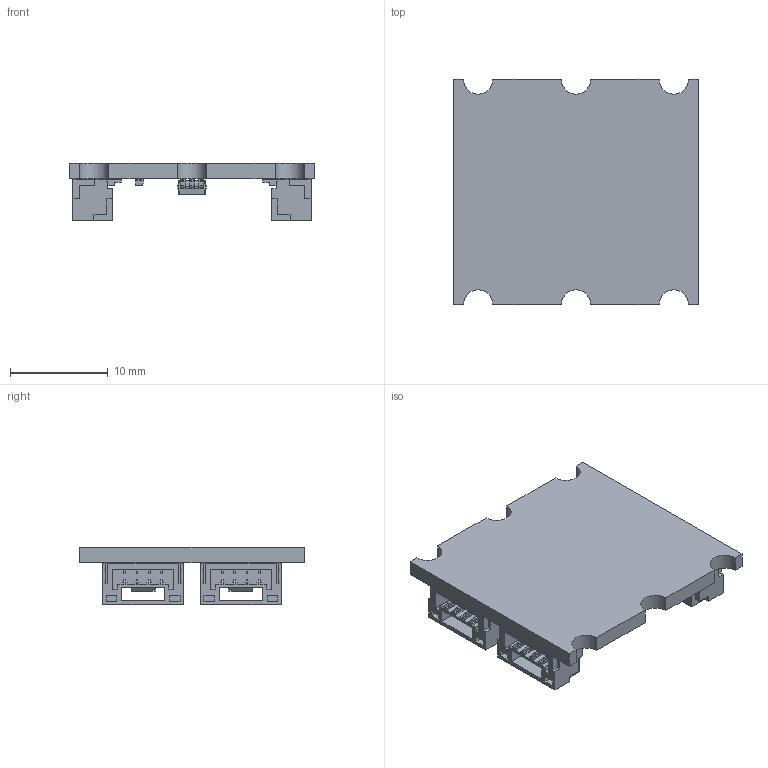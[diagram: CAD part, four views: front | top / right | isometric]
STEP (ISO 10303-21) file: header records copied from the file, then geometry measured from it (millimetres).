
FILE_DESCRIPTION(('KiCad electronic assembly'),'2;1');
FILE_NAME('TFI2CADT01A.step','2022-03-30T11:30:57',('Pcbnew'),('Kicad'), 'Open CASCADE STEP processor 7.5','KiCad to STEP converter','Unknown' );
FILE_SCHEMA(('AUTOMOTIVE_DESIGN { 1 0 10303 214 1 1 1 1 }'));
Length unit declared in the file: millimetre
Products named in the file (8): TFI2CADT01A 1; D_SOD-523; SOLID; JST_GH_SM04B-GHS-TB_1x04-1MP_P1.25mm_Horizontal; SOT-23-5; tmpv5vgaxvo PCB
Assembly tree (9 placements, depth 3):
  TFI2CADT01A 1
    D_SOD-523
      SOLID
    JST_GH_SM04B-GHS-TB_1x04-1MP_P1.25mm_Horizontal  x3
      SOLID
    SOT-23-5
      SOLID
    tmpv5vgaxvo PCB
Bounding box: 25 x 23 x 5.89 mm (x, y, z)
Volume: 1145.4 mm3; surface area: 2181.5 mm2
Topology: 6 solids, 6 shells, 763 faces, 2098 edges, 1372 vertices
Faces by surface type: bspline 745, plane 12, cylinder 6
Entity records: 23429 total; most frequent: CARTESIAN_POINT 8096, B_SPLINE_CURVE_WITH_KNOTS 2656, ORIENTED_EDGE 1912, PCURVE 1912, DEFINITIONAL_REPRESENTATION 1912, EDGE_CURVE 956, SURFACE_CURVE 956, VERTEX_POINT 616
